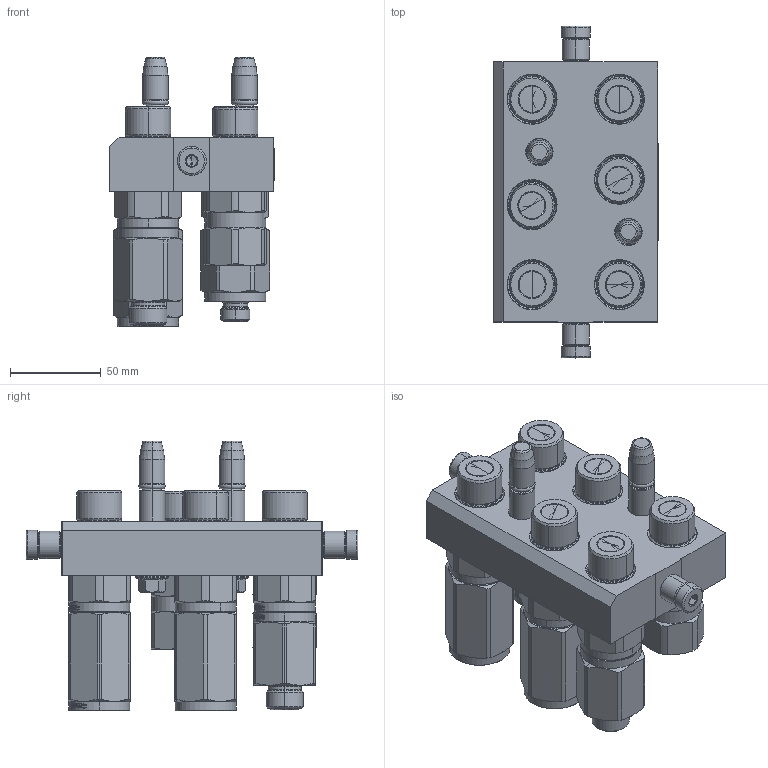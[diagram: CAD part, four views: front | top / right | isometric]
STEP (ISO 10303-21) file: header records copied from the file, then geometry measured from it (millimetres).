
FILE_DESCRIPTION (( 'STEP AP214' ), '1' );
FILE_NAME ('FASTER.step', '2021-01-21T15:25:30', ( '' ), ( '' ), 'SwSTEP 2.0', 'SolidWorks 2017', '' );
FILE_SCHEMA (( 'AUTOMOTIVE_DESIGN' ));
Length unit declared in the file: millimetre
Products named in the file (18): 3ffnp12_gas_m; 2ffnp12-18g_m; 3ffnp12-12s_m; 3ffnp1211_12sm; P608_M_BASE; 1540_080_0008_000; 4830_028_1000_011; 4830_021_0000_000; 4850_010_0000_010; 3ffnp12-2_16m; FASTER; et002; or2_62x9_19_m; 4830_013_3000_030
Assembly tree (23 placements, depth 3):
  FASTER
    P608_M_BASE
      4850_010_0000_010
      4830_021_0000_000  x2
      4830_013_3000_030  x2
      4830_028_1000_011  x2
      1540_080_0008_000  x2
      or2_62x9_19_m  x2
    3ffnp12-12s_m
      3ffnp12-12s_m
    3ffnp12_gas_m
      3ffnp12_gas_m
    3ffnp1211_12sm
      3ffnp1211_12sm
    3ffnp12-2_16m
      3ffnp12-2_16m
    2ffnp12-18g_m  x2
    et002
Bounding box: 90.3 x 182.6 x 148.2 mm (x, y, z)
Volume: 75809.1 mm3; surface area: 185536.6 mm2
Topology: 11 solids, 63 shells, 2881 faces, 8189 edges, 5303 vertices
Faces by surface type: plane 1512, cone 524, cylinder 517, torus 194, bspline 134
Entity records: 107462 total; most frequent: CARTESIAN_POINT 28761, ORIENTED_EDGE 13390, DIRECTION 12370, EDGE_CURVE 7345, VERTEX_POINT 4831, LINE 4486, VECTOR 4486, AXIS2_PLACEMENT_3D 3942
